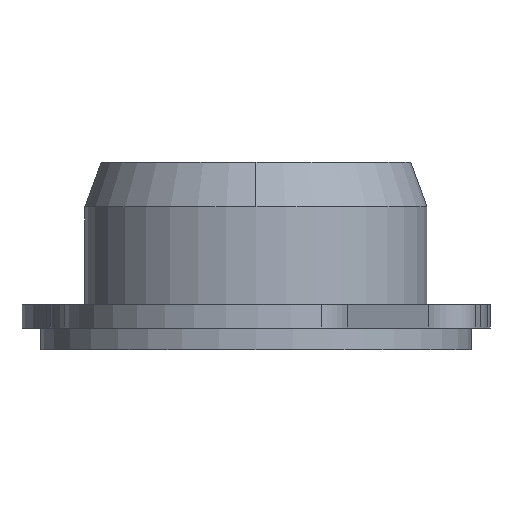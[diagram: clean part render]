
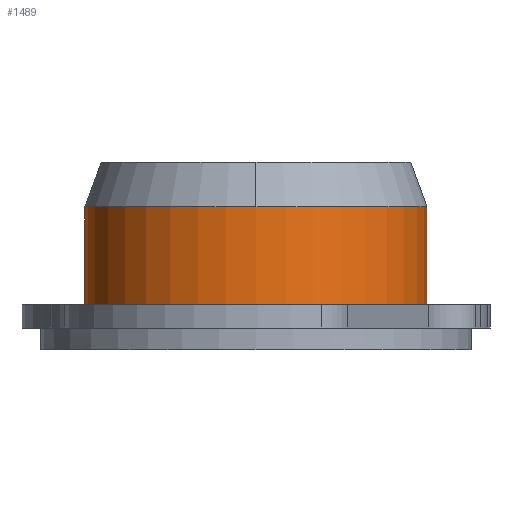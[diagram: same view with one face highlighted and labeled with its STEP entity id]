
A CAD part, front view. The second image highlights one B-rep face of the part: STEP entity #1489.
In plain terms, the highlighted cylindrical face has radius 9.5 mm (diameter 19 mm), a partial arc.
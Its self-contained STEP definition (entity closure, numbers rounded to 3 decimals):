
#1 = AXIS2_PLACEMENT_3D ( 'NONE', #1566, #1919, #118 ) ;
#36 = DIRECTION ( 'NONE',  ( 0., 0., 1. ) ) ;
#118 = DIRECTION ( 'NONE',  ( -1., 0., 0. ) ) ;
#163 = DIRECTION ( 'NONE',  ( -1., 0., 0. ) ) ;
#167 = ORIENTED_EDGE ( 'NONE', *, *, #378, .T. ) ;
#217 = LINE ( 'NONE', #610, #605 ) ;
#225 = AXIS2_PLACEMENT_3D ( 'NONE', #780, #957, #2567 ) ;
#284 = ORIENTED_EDGE ( 'NONE', *, *, #1567, .F. ) ;
#317 = CARTESIAN_POINT ( 'NONE',  ( 9.5, -42., 6.727 ) ) ;
#324 = EDGE_LOOP ( 'NONE', ( #491, #596, #167, #284, #1808 ) ) ;
#378 = EDGE_CURVE ( 'NONE', #2053, #1901, #217, .T. ) ;
#448 = EDGE_CURVE ( 'NONE', #959, #1611, #1033, .T. ) ;
#459 = CIRCLE ( 'NONE', #2588, 9.5 ) ;
#467 = CARTESIAN_POINT ( 'NONE',  ( 9.5, -42., 1.3 ) ) ;
#491 = ORIENTED_EDGE ( 'NONE', *, *, #448, .F. ) ;
#514 = FACE_OUTER_BOUND ( 'NONE', #324, .T. ) ;
#560 = VECTOR ( 'NONE', #36, 1000. ) ;
#563 = DIRECTION ( 'NONE',  ( 0., 0., 1. ) ) ;
#595 = EDGE_CURVE ( 'NONE', #1611, #1113, #459, .T. ) ;
#596 = ORIENTED_EDGE ( 'NONE', *, *, #908, .T. ) ;
#605 = VECTOR ( 'NONE', #1024, 1000. ) ;
#610 = CARTESIAN_POINT ( 'NONE',  ( 9.5, -42., 1.3 ) ) ;
#780 = CARTESIAN_POINT ( 'NONE',  ( 0., -42., 1.3 ) ) ;
#908 = EDGE_CURVE ( 'NONE', #959, #2053, #969, .T. ) ;
#957 = DIRECTION ( 'NONE',  ( 0., 0., 1. ) ) ;
#959 = VERTEX_POINT ( 'NONE', #1721 ) ;
#969 = CIRCLE ( 'NONE', #1, 9.5 ) ;
#1011 = CARTESIAN_POINT ( 'NONE',  ( -9.5, -42., 6.727 ) ) ;
#1024 = DIRECTION ( 'NONE',  ( 0., 0., 1. ) ) ;
#1033 = LINE ( 'NONE', #1835, #560 ) ;
#1113 = VERTEX_POINT ( 'NONE', #2073 ) ;
#1154 = CARTESIAN_POINT ( 'NONE',  ( 0., -42., 6.727 ) ) ;
#1298 = CYLINDRICAL_SURFACE ( 'NONE', #225, 9.5 ) ;
#1489 = ADVANCED_FACE ( 'NONE', ( #514 ), #1298, .T. ) ;
#1566 = CARTESIAN_POINT ( 'NONE',  ( 0., -42., 1.3 ) ) ;
#1567 = EDGE_CURVE ( 'NONE', #1113, #1901, #2255, .T. ) ;
#1611 = VERTEX_POINT ( 'NONE', #1011 ) ;
#1721 = CARTESIAN_POINT ( 'NONE',  ( -9.5, -42., 1.3 ) ) ;
#1754 = DIRECTION ( 'NONE',  ( -1., 0., 0. ) ) ;
#1792 = DIRECTION ( 'NONE',  ( 0., 0., 1. ) ) ;
#1808 = ORIENTED_EDGE ( 'NONE', *, *, #595, .F. ) ;
#1835 = CARTESIAN_POINT ( 'NONE',  ( -9.5, -42., 1.3 ) ) ;
#1901 = VERTEX_POINT ( 'NONE', #317 ) ;
#1919 = DIRECTION ( 'NONE',  ( 0., 0., 1. ) ) ;
#2021 = AXIS2_PLACEMENT_3D ( 'NONE', #1154, #1792, #163 ) ;
#2053 = VERTEX_POINT ( 'NONE', #467 ) ;
#2073 = CARTESIAN_POINT ( 'NONE',  ( 0., -51.5, 6.727 ) ) ;
#2255 = CIRCLE ( 'NONE', #2021, 9.5 ) ;
#2510 = CARTESIAN_POINT ( 'NONE',  ( 0., -42., 6.727 ) ) ;
#2567 = DIRECTION ( 'NONE',  ( 1., 0., 0. ) ) ;
#2588 = AXIS2_PLACEMENT_3D ( 'NONE', #2510, #563, #1754 ) ;
